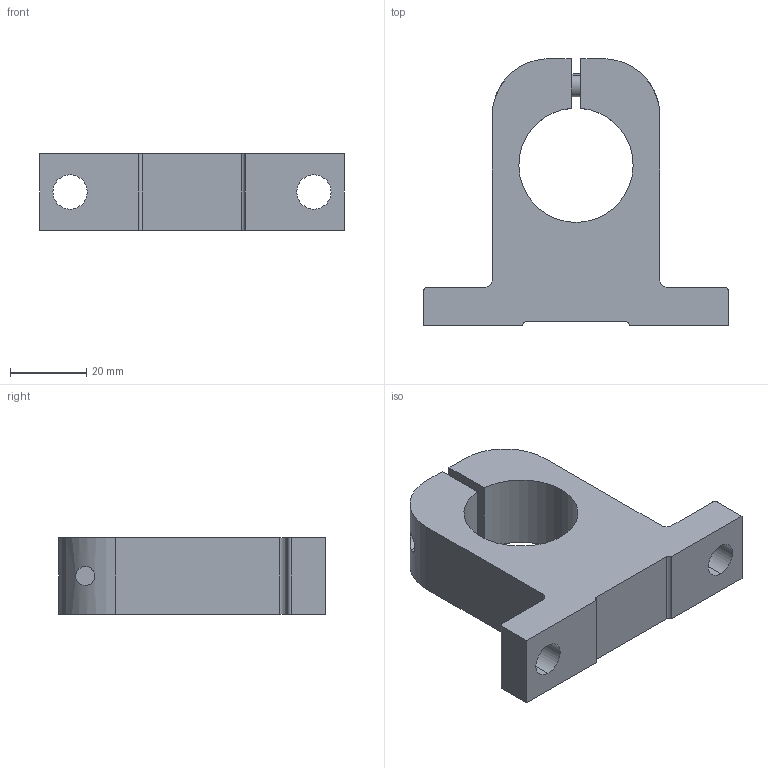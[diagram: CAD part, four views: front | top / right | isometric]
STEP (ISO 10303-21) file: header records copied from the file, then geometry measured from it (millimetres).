
FILE_DESCRIPTION (( 'STEP AP203' ), '1' );
FILE_NAME ('C-SHA-30_203.STEP', '2021-01-27T01:24:09', ( '' ), ( '' ), 'SwSTEP 2.0', 'SolidWorks 2017', '' );
FILE_SCHEMA (( 'CONFIG_CONTROL_DESIGN' ));
Length unit declared in the file: millimetre
Products named in the file (3): M6_20; C-SHA-30_203; Housing_C-SHA-30_C-SHA-30
Assembly tree (2 placements, depth 2):
  C-SHA-30_203
    Housing_C-SHA-30_C-SHA-30
    M6_20
Bounding box: 80 x 70 x 20 mm (x, y, z)
Volume: 49630.8 mm3; surface area: 14914.8 mm2
Topology: 2 solids, 2 shells, 62 faces, 158 edges, 101 vertices
Faces by surface type: plane 31, cylinder 25, cone 4, bspline 2
Entity records: 2347 total; most frequent: CARTESIAN_POINT 506, DIRECTION 338, ORIENTED_EDGE 312, EDGE_CURVE 156, AXIS2_PLACEMENT_3D 123, VERTEX_POINT 101, VECTOR 92, LINE 92
